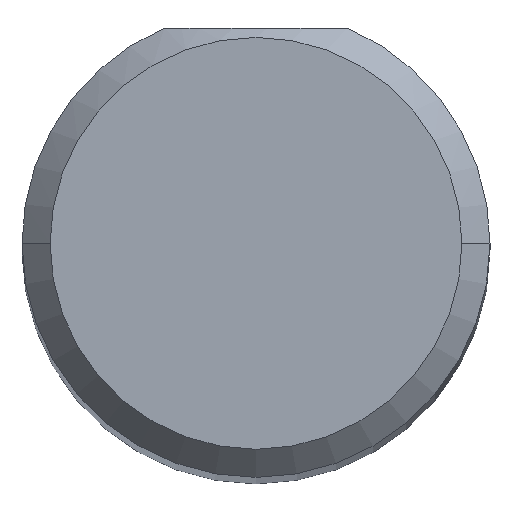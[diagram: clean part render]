
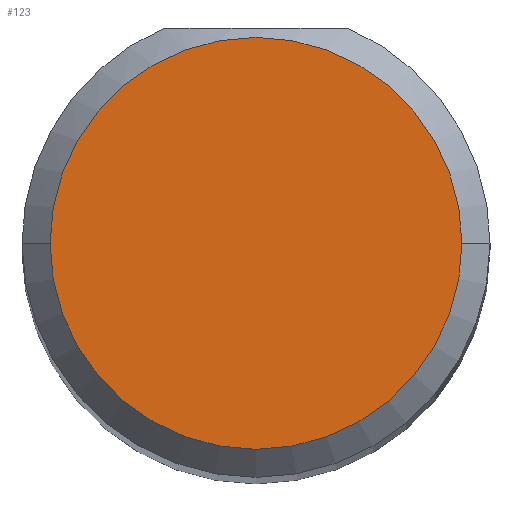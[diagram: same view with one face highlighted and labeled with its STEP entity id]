
A CAD part, top view. The second image highlights one B-rep face of the part: STEP entity #123.
In plain terms, the highlighted planar face has unit normal (0, 0, 1).
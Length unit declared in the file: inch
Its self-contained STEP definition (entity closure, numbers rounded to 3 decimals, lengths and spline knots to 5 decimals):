
#10 = DIRECTION ( 'NONE',  ( -1., 0., 0. ) ) ;
#33 = CARTESIAN_POINT ( 'NONE',  ( 0.61, 0., 2.5 ) ) ;
#51 = PLANE ( 'NONE',  #198 ) ;
#78 = ORIENTED_EDGE ( 'NONE', *, *, #143, .F. ) ;
#97 = DIRECTION ( 'NONE',  ( 0., 0., 1. ) ) ;
#112 = AXIS2_PLACEMENT_3D ( 'NONE', #557, #372, #291 ) ;
#123 = ADVANCED_FACE ( 'NONE', ( #370 ), #51, .T. ) ;
#143 = EDGE_CURVE ( 'NONE', #381, #242, #486, .T. ) ;
#152 = CARTESIAN_POINT ( 'NONE',  ( 0.5, 0., 2.5 ) ) ;
#154 = CARTESIAN_POINT ( 'NONE',  ( 0.5, 0., 2.5 ) ) ;
#166 = EDGE_CURVE ( 'NONE', #242, #381, #336, .T. ) ;
#180 = AXIS2_PLACEMENT_3D ( 'NONE', #154, #497, #289 ) ;
#198 = AXIS2_PLACEMENT_3D ( 'NONE', #152, #97, #10 ) ;
#242 = VERTEX_POINT ( 'NONE', #33 ) ;
#289 = DIRECTION ( 'NONE',  ( -1., 0., 0. ) ) ;
#291 = DIRECTION ( 'NONE',  ( -1., 0., 0. ) ) ;
#336 = CIRCLE ( 'NONE', #112, 0.11 ) ;
#364 = EDGE_LOOP ( 'NONE', ( #454, #78 ) ) ;
#370 = FACE_OUTER_BOUND ( 'NONE', #364, .T. ) ;
#372 = DIRECTION ( 'NONE',  ( 0., 0., -1. ) ) ;
#381 = VERTEX_POINT ( 'NONE', #469 ) ;
#454 = ORIENTED_EDGE ( 'NONE', *, *, #166, .F. ) ;
#469 = CARTESIAN_POINT ( 'NONE',  ( 0.39, 0., 2.5 ) ) ;
#486 = CIRCLE ( 'NONE', #180, 0.11 ) ;
#497 = DIRECTION ( 'NONE',  ( 0., 0., -1. ) ) ;
#557 = CARTESIAN_POINT ( 'NONE',  ( 0.5, 0., 2.5 ) ) ;
